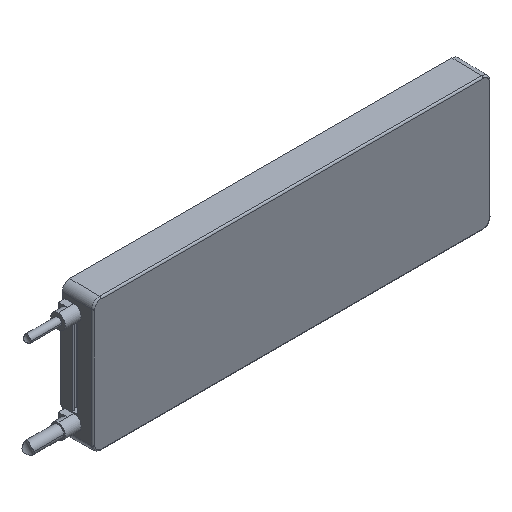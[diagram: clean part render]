
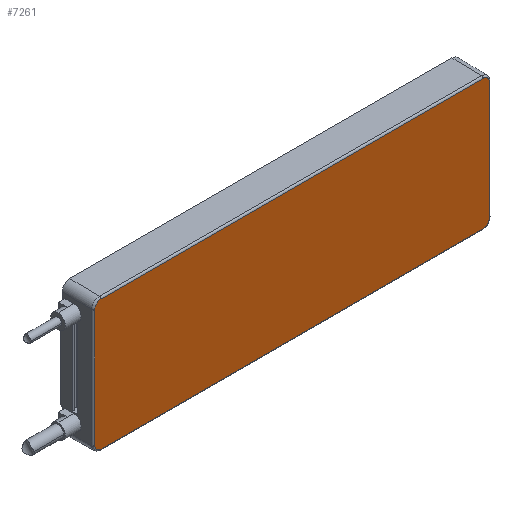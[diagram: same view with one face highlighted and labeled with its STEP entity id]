
A CAD part, isometric view. The second image highlights one B-rep face of the part: STEP entity #7261.
In plain terms, the highlighted planar face has unit normal (0, -1, 0).
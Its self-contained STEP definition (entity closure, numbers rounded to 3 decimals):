
#1849=CARTESIAN_POINT('',(230.166,-7.85,-41.668));
#1850=CARTESIAN_POINT('',(230.377,-7.85,
-41.668));
#1851=CARTESIAN_POINT('',(230.793,-7.85,
-41.635));
#1852=CARTESIAN_POINT('',(231.407,-7.85,
-41.488));
#1853=CARTESIAN_POINT('',(231.989,-7.85,-41.247));
#1854=CARTESIAN_POINT('',(232.527,-7.85,-40.918));
#1855=CARTESIAN_POINT('',(233.007,-7.85,-40.508));
#1856=CARTESIAN_POINT('',(233.416,-7.85,-40.028));
#1857=CARTESIAN_POINT('',(233.745,-7.85,
-39.491));
#1858=CARTESIAN_POINT('',(233.987,-7.85,
-38.908));
#1859=CARTESIAN_POINT('',(234.134,-7.85,
-38.294));
#1860=CARTESIAN_POINT('',(234.166,-7.85,
-37.878));
#1861=CARTESIAN_POINT('',(234.166,-7.85,-37.668));
#1863=DIRECTION('',(1.,0.,0.));
#1864=VECTOR('',#1863,245.);
#1865=CARTESIAN_POINT('',(-14.834,-7.85,-41.668));
#1866=LINE('',#1865,#1864);
#1867=CARTESIAN_POINT('',(-18.834,-7.85,-37.668));
#1868=CARTESIAN_POINT('',(-18.834,-7.85,
-37.878));
#1869=CARTESIAN_POINT('',(-18.801,-7.85,
-38.294));
#1870=CARTESIAN_POINT('',(-18.654,-7.85,
-38.909));
#1871=CARTESIAN_POINT('',(-18.412,-7.85,-39.491));
#1872=CARTESIAN_POINT('',(-18.083,-7.85,-40.029));
#1873=CARTESIAN_POINT('',(-17.673,-7.85,-40.508));
#1874=CARTESIAN_POINT('',(-17.194,-7.85,-40.918));
#1875=CARTESIAN_POINT('',(-16.656,-7.85,
-41.247));
#1876=CARTESIAN_POINT('',(-16.074,-7.85,
-41.488));
#1877=CARTESIAN_POINT('',(-15.46,-7.85,
-41.635));
#1878=CARTESIAN_POINT('',(-15.044,-7.85,
-41.668));
#1879=CARTESIAN_POINT('',(-14.834,-7.85,-41.668));
#1881=CARTESIAN_POINT('',(-14.834,-7.85,41.668));
#1882=CARTESIAN_POINT('',(-15.044,-7.85,
41.668));
#1883=CARTESIAN_POINT('',(-15.46,-7.85,
41.635));
#1884=CARTESIAN_POINT('',(-16.074,-7.85,
41.488));
#1885=CARTESIAN_POINT('',(-16.657,-7.85,41.247));
#1886=CARTESIAN_POINT('',(-17.194,-7.85,40.918));
#1887=CARTESIAN_POINT('',(-17.674,-7.85,40.508));
#1888=CARTESIAN_POINT('',(-18.083,-7.85,40.028));
#1889=CARTESIAN_POINT('',(-18.413,-7.85,
39.491));
#1890=CARTESIAN_POINT('',(-18.654,-7.85,
38.908));
#1891=CARTESIAN_POINT('',(-18.801,-7.85,
38.294));
#1892=CARTESIAN_POINT('',(-18.834,-7.85,
37.878));
#1893=CARTESIAN_POINT('',(-18.834,-7.85,37.668));
#1895=DIRECTION('',(-1.,0.,0.));
#1896=VECTOR('',#1895,245.);
#1897=CARTESIAN_POINT('',(230.166,-7.85,41.668));
#1898=LINE('',#1897,#1896);
#1899=CARTESIAN_POINT('',(234.166,-7.85,37.668));
#1900=CARTESIAN_POINT('',(234.166,-7.85,37.878));
#1901=CARTESIAN_POINT('',(234.134,-7.85,38.294));
#1902=CARTESIAN_POINT('',(233.987,-7.85,38.909));
#1903=CARTESIAN_POINT('',(233.745,-7.85,39.491));
#1904=CARTESIAN_POINT('',(233.416,-7.85,40.029));
#1905=CARTESIAN_POINT('',(233.006,-7.85,40.508));
#1906=CARTESIAN_POINT('',(232.527,-7.85,40.918));
#1907=CARTESIAN_POINT('',(231.989,-7.85,41.247));
#1908=CARTESIAN_POINT('',(231.407,-7.85,41.488));
#1909=CARTESIAN_POINT('',(230.793,-7.85,41.635));
#1910=CARTESIAN_POINT('',(230.377,-7.85,41.668));
#1911=CARTESIAN_POINT('',(230.166,-7.85,41.668));
#1913=DIRECTION('',(0.,0.,1.));
#1914=VECTOR('',#1913,75.335);
#1915=CARTESIAN_POINT('',(234.166,-7.85,-37.668));
#1916=LINE('',#1915,#1914);
#2241=DIRECTION('',(0.,0.,-1.));
#2242=VECTOR('',#2241,75.335);
#2243=CARTESIAN_POINT('',(-18.834,-7.85,37.668));
#2244=LINE('',#2243,#2242);
#3951=VERTEX_POINT('',#1849);
#3952=VERTEX_POINT('',#1861);
#3953=CARTESIAN_POINT('',(234.166,-7.85,37.668));
#3954=VERTEX_POINT('',#3953);
#3955=VERTEX_POINT('',#1911);
#3956=CARTESIAN_POINT('',(-14.834,-7.85,41.668));
#3957=VERTEX_POINT('',#3956);
#3962=VERTEX_POINT('',#1893);
#3963=VERTEX_POINT('',#1867);
#3964=VERTEX_POINT('',#1879);
#7241=CARTESIAN_POINT('',(107.666,-7.85,0.));
#7242=DIRECTION('',(0.,1.,0.));
#7243=DIRECTION('',(-1.,0.,0.));
#7244=AXIS2_PLACEMENT_3D('',#7241,#7242,#7243);
#7245=PLANE('',#7244);
#7247=ORIENTED_EDGE('',*,*,#7246,.F.);
#7248=ORIENTED_EDGE('',*,*,#7225,.F.);
#7249=ORIENTED_EDGE('',*,*,#7126,.F.);
#7251=ORIENTED_EDGE('',*,*,#7250,.F.);
#7252=ORIENTED_EDGE('',*,*,#7023,.F.);
#7254=ORIENTED_EDGE('',*,*,#7253,.F.);
#7256=ORIENTED_EDGE('',*,*,#7255,.F.);
#7258=ORIENTED_EDGE('',*,*,#7257,.F.);
#7259=EDGE_LOOP('',(#7247,#7248,#7249,#7251,#7252,#7254,#7256,#7258));
#7260=FACE_OUTER_BOUND('',#7259,.F.);
#7261=ADVANCED_FACE('',(#7260),#7245,.F.);
#1862=B_SPLINE_CURVE_WITH_KNOTS('',3,(#1849,#1850,#1851,#1852,#1853,#1854,#1855,
#1856,#1857,#1858,#1859,#1860,#1861),.UNSPECIFIED.,.F.,.F.,(4,1,1,1,1,1,1,1,1,1,
4),(0.,0.1,0.2,0.3,0.4,0.5,0.6,0.7,0.8,0.9,1.),
.UNSPECIFIED.);
#1880=B_SPLINE_CURVE_WITH_KNOTS('',3,(#1867,#1868,#1869,#1870,#1871,#1872,#1873,
#1874,#1875,#1876,#1877,#1878,#1879),.UNSPECIFIED.,.F.,.F.,(4,1,1,1,1,1,1,1,1,1,
4),(0.,0.1,0.2,0.3,0.4,0.5,0.6,0.7,0.8,0.9,1.),
.UNSPECIFIED.);
#1894=B_SPLINE_CURVE_WITH_KNOTS('',3,(#1881,#1882,#1883,#1884,#1885,#1886,#1887,
#1888,#1889,#1890,#1891,#1892,#1893),.UNSPECIFIED.,.F.,.F.,(4,1,1,1,1,1,1,1,1,1,
4),(0.,0.1,0.2,0.3,0.4,0.5,0.6,0.7,0.8,0.9,1.),
.UNSPECIFIED.);
#1912=B_SPLINE_CURVE_WITH_KNOTS('',3,(#1899,#1900,#1901,#1902,#1903,#1904,#1905,
#1906,#1907,#1908,#1909,#1910,#1911),.UNSPECIFIED.,.F.,.F.,(4,1,1,1,1,1,1,1,1,1,
4),(0.,0.1,0.2,0.3,0.4,0.5,0.6,0.7,0.8,0.9,1.),
.UNSPECIFIED.);
#7023=EDGE_CURVE('',#3957,#3962,#1894,.T.);
#7126=EDGE_CURVE('',#3963,#3964,#1880,.T.);
#7225=EDGE_CURVE('',#3964,#3951,#1866,.T.);
#7246=EDGE_CURVE('',#3951,#3952,#1862,.T.);
#7250=EDGE_CURVE('',#3962,#3963,#2244,.T.);
#7253=EDGE_CURVE('',#3955,#3957,#1898,.T.);
#7255=EDGE_CURVE('',#3954,#3955,#1912,.T.);
#7257=EDGE_CURVE('',#3952,#3954,#1916,.T.);
